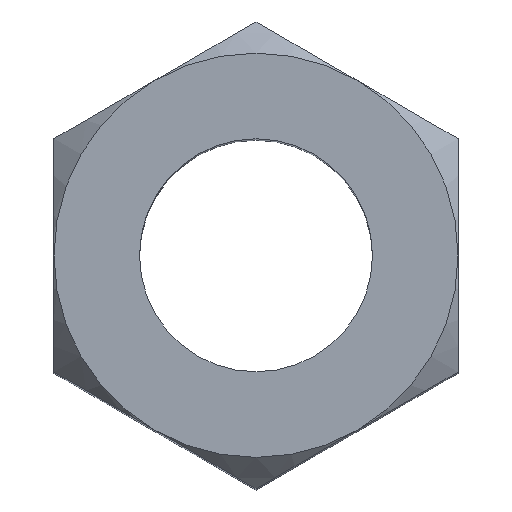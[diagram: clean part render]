
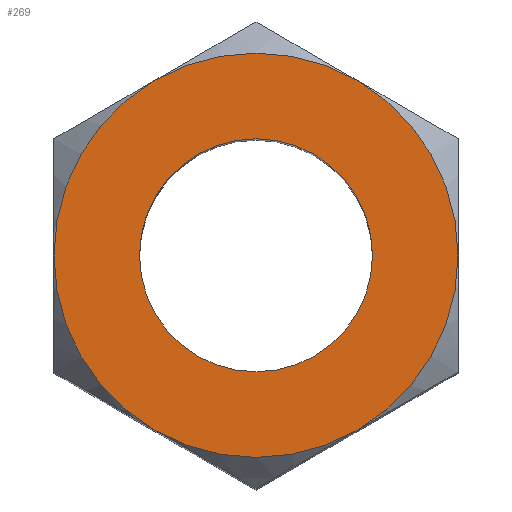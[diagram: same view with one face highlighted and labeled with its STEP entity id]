
A CAD part, top view. The second image highlights one B-rep face of the part: STEP entity #269.
In plain terms, the highlighted planar face has unit normal (0, 0, 1).
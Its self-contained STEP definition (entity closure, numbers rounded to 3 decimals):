
#5 = AXIS2_PLACEMENT_3D ( 'NONE', #299, #731, #351 ) ;
#12 = VERTEX_POINT ( 'NONE', #790 ) ;
#13 = DIRECTION ( 'NONE',  ( 0., 0., 1. ) ) ;
#23 = EDGE_CURVE ( 'NONE', #268, #769, #107, .T. ) ;
#35 = EDGE_CURVE ( 'NONE', #12, #268, #517, .T. ) ;
#36 = AXIS2_PLACEMENT_3D ( 'NONE', #399, #74, #457 ) ;
#37 = EDGE_CURVE ( 'NONE', #189, #12, #79, .T. ) ;
#41 = EDGE_CURVE ( 'NONE', #189, #654, #237, .T. ) ;
#46 = AXIS2_PLACEMENT_3D ( 'NONE', #529, #191, #595 ) ;
#48 = ORIENTED_EDGE ( 'NONE', *, *, #66, .T. ) ;
#51 = AXIS2_PLACEMENT_3D ( 'NONE', #295, #724, #345 ) ;
#65 = EDGE_CURVE ( 'NONE', #668, #654, #225, .T. ) ;
#66 = EDGE_CURVE ( 'NONE', #769, #668, #610, .T. ) ;
#73 = EDGE_CURVE ( 'REUNA', #577, #721, #587, .T. ) ;
#74 = DIRECTION ( 'NONE',  ( 0., 0., 1. ) ) ;
#77 = ORIENTED_EDGE ( 'NONE', *, *, #37, .T. ) ;
#79 = CIRCLE ( 'NONE', #46, 12. ) ;
#96 = FACE_OUTER_BOUND ( 'NONE', #329, .T. ) ;
#107 = CIRCLE ( 'NONE', #51, 12. ) ;
#110 = DIRECTION ( 'NONE',  ( 0., 0., 1. ) ) ;
#140 = CARTESIAN_POINT ( 'NONE',  ( 0., 0., 24. ) ) ;
#158 = CARTESIAN_POINT ( 'NONE',  ( -6., 10.392, 24. ) ) ;
#170 = EDGE_LOOP ( 'NONE', ( #788, #326 ) ) ;
#189 = VERTEX_POINT ( 'NONE', #419 ) ;
#191 = DIRECTION ( 'NONE',  ( 0., 0., 1. ) ) ;
#199 = DIRECTION ( 'NONE',  ( 1., 0., 0. ) ) ;
#204 = CARTESIAN_POINT ( 'NONE',  ( 0., 0., 24. ) ) ;
#221 = ORIENTED_EDGE ( 'NONE', *, *, #65, .T. ) ;
#225 = CIRCLE ( 'NONE', #795, 12. ) ;
#237 = CIRCLE ( 'NONE', #5, 12. ) ;
#257 = DIRECTION ( 'NONE',  ( 1., 0., 0. ) ) ;
#268 = VERTEX_POINT ( 'NONE', #641 ) ;
#269 = ADVANCED_FACE ( 'TASO', ( #344, #96 ), #711, .T. ) ;
#295 = CARTESIAN_POINT ( 'NONE',  ( 0., 0., 24. ) ) ;
#299 = CARTESIAN_POINT ( 'NONE',  ( 0., 0., 24. ) ) ;
#324 = CARTESIAN_POINT ( 'NONE',  ( 12., 0., 24. ) ) ;
#326 = ORIENTED_EDGE ( 'NONE', *, *, #492, .F. ) ;
#329 = EDGE_LOOP ( 'NONE', ( #514, #48, #221, #342, #77, #726 ) ) ;
#342 = ORIENTED_EDGE ( 'NONE', *, *, #41, .F. ) ;
#344 = FACE_BOUND ( 'NONE', #170, .T. ) ;
#345 = DIRECTION ( 'NONE',  ( 1., 0., 0. ) ) ;
#351 = DIRECTION ( 'NONE',  ( -1., 0., 0. ) ) ;
#357 = CARTESIAN_POINT ( 'NONE',  ( 0., 0., 24. ) ) ;
#370 = CIRCLE ( 'NONE', #663, 6.918 ) ;
#387 = DIRECTION ( 'NONE',  ( 1., 0., 0. ) ) ;
#399 = CARTESIAN_POINT ( 'NONE',  ( 0., 0., 24. ) ) ;
#406 = DIRECTION ( 'NONE',  ( 1., 0., 0. ) ) ;
#419 = CARTESIAN_POINT ( 'NONE',  ( -12., 0., 24. ) ) ;
#430 = CARTESIAN_POINT ( 'NONE',  ( 0., 0., 24. ) ) ;
#457 = DIRECTION ( 'NONE',  ( 1., 0., 0. ) ) ;
#492 = EDGE_CURVE ( 'REUNA', #721, #577, #370, .T. ) ;
#501 = DIRECTION ( 'NONE',  ( 1., 0., 0. ) ) ;
#509 = CARTESIAN_POINT ( 'NONE',  ( 0., 13.856, 24. ) ) ;
#514 = ORIENTED_EDGE ( 'NONE', *, *, #23, .T. ) ;
#517 = CIRCLE ( 'NONE', #36, 12. ) ;
#529 = CARTESIAN_POINT ( 'NONE',  ( 0., 0., 24. ) ) ;
#537 = DIRECTION ( 'NONE',  ( 0., 0., 1. ) ) ;
#577 = VERTEX_POINT ( 'NONE', #598 ) ;
#587 = CIRCLE ( 'NONE', #789, 6.918 ) ;
#595 = DIRECTION ( 'NONE',  ( 1., 0., 0. ) ) ;
#598 = CARTESIAN_POINT ( 'NONE',  ( 6.918, 0., 24. ) ) ;
#610 = CIRCLE ( 'NONE', #791, 12. ) ;
#614 = DIRECTION ( 'NONE',  ( 0., 0., 1. ) ) ;
#641 = CARTESIAN_POINT ( 'NONE',  ( 6., -10.392, 24. ) ) ;
#654 = VERTEX_POINT ( 'NONE', #158 ) ;
#663 = AXIS2_PLACEMENT_3D ( 'NONE', #204, #614, #257 ) ;
#668 = VERTEX_POINT ( 'NONE', #694 ) ;
#694 = CARTESIAN_POINT ( 'NONE',  ( 6., 10.392, 24. ) ) ;
#698 = CARTESIAN_POINT ( 'NONE',  ( -6.918, 0., 24. ) ) ;
#711 = PLANE ( 'NONE',  #719 ) ;
#719 = AXIS2_PLACEMENT_3D ( 'NONE', #509, #777, #387 ) ;
#721 = VERTEX_POINT ( 'NONE', #698 ) ;
#724 = DIRECTION ( 'NONE',  ( 0., 0., 1. ) ) ;
#726 = ORIENTED_EDGE ( 'NONE', *, *, #35, .T. ) ;
#731 = DIRECTION ( 'NONE',  ( 0., 0., -1. ) ) ;
#769 = VERTEX_POINT ( 'NONE', #324 ) ;
#777 = DIRECTION ( 'NONE',  ( 0., 0., 1. ) ) ;
#788 = ORIENTED_EDGE ( 'NONE', *, *, #73, .F. ) ;
#789 = AXIS2_PLACEMENT_3D ( 'NONE', #430, #110, #501 ) ;
#790 = CARTESIAN_POINT ( 'NONE',  ( -6., -10.392, 24. ) ) ;
#791 = AXIS2_PLACEMENT_3D ( 'NONE', #140, #537, #199 ) ;
#795 = AXIS2_PLACEMENT_3D ( 'NONE', #357, #13, #406 ) ;
